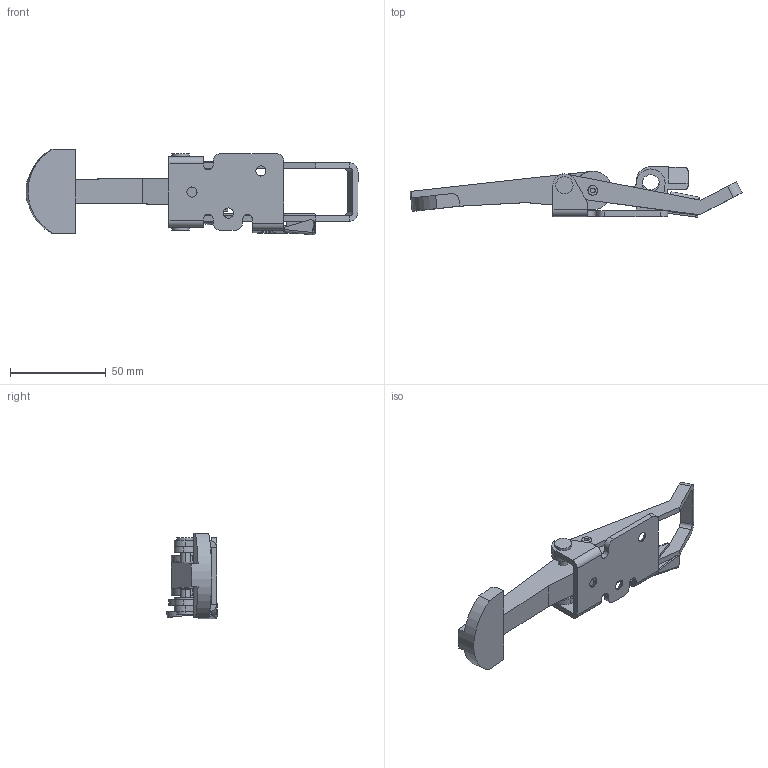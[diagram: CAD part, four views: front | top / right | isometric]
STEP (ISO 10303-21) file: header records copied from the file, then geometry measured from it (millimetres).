
FILE_DESCRIPTION (( 'STEP AP214' ), '1' );
FILE_NAME ('542765 - 704 LC Stainless Rubber hook.STEP', '2017-02-07T14:11:18', ( '' ), ( '' ), 'SwSTEP 2.0', 'SolidWorks 2015', '' );
FILE_SCHEMA (( 'AUTOMOTIVE_DESIGN' ));
Length unit declared in the file: millimetre
Products named in the file (7): 704 - Safety Catch; nit703; gummihake 703; 704 - Rivet Gradin; 74123 - Bygel 704 RF L廛鐷la; 74286 - Platta 704 LC RF Spärr; 542765 - 704 LC Stainless Rubber hook
Assembly tree (7 placements, depth 2):
  542765 - 704 LC Stainless Rubber hook
    74286 - Platta 704 LC RF Spärr
    74123 - Bygel 704 RF L廛鐷la
    704 - Rivet Gradin  x2
    gummihake 703
    nit703
    704 - Safety Catch
Bounding box: 173.35 x 26.4 x 44.79 mm (x, y, z)
Volume: 41269.6 mm3; surface area: 24920 mm2
Topology: 7 solids, 7 shells, 219 faces, 514 edges, 315 vertices
Faces by surface type: plane 115, cylinder 90, cone 10, sphere 2, bspline 2
Entity records: 6355 total; most frequent: CARTESIAN_POINT 1137, DIRECTION 1086, ORIENTED_EDGE 984, EDGE_CURVE 492, AXIS2_PLACEMENT_3D 390, VECTOR 306, LINE 306, VERTEX_POINT 301
